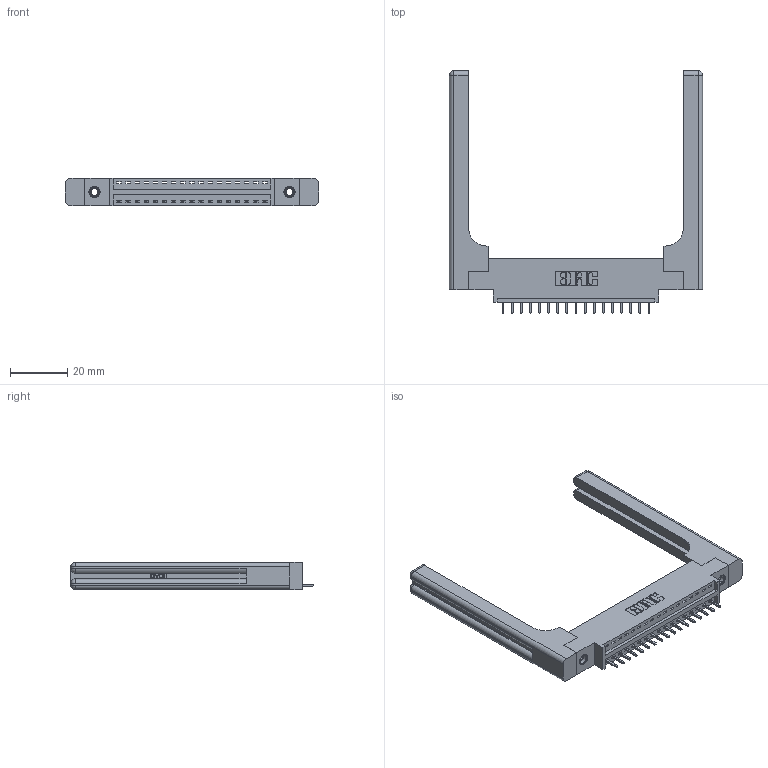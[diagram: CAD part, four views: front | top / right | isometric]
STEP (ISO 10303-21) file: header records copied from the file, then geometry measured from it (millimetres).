
FILE_DESCRIPTION (( 'STEP AP203' ), '1' );
FILE_NAME ('396-017-521-658.STEP', '2019-10-26T18:49:57', ( '' ), ( '' ), 'SwSTEP 2.0', 'SolidWorks 2016', '' );
FILE_SCHEMA (( 'CONFIG_CONTROL_DESIGN' ));
Length unit declared in the file: inch
Products named in the file (5): 345-250-001_345-250-001-102; 396-017-521-658; 345-292-001_345-293-121; 346 Part_0.170 Offset - 0.156 Dia-TH; 346-220-058_345-220-058
Assembly tree (22 placements, depth 2):
  396-017-521-658
    346 Part_0.170 Offset - 0.156 Dia-TH
    345-292-001_345-293-121  x17
    345-250-001_345-250-001-102  x2
    346-220-058_345-220-058  x2
Bounding box: 88.04 x 84.33 x 9.4 mm (x, y, z)
Volume: 15570.2 mm3; surface area: 14931.4 mm2
Topology: 22 solids, 22 shells, 1368 faces, 3999 edges, 2622 vertices
Faces by surface type: plane 908, cylinder 400, bspline 36, cone 12, sphere 8, torus 4
Entity records: 19248 total; most frequent: CARTESIAN_POINT 4288, ORIENTED_EDGE 3036, DIRECTION 2744, EDGE_CURVE 1518, VECTOR 1226, LINE 1226, VERTEX_POINT 1002, AXIS2_PLACEMENT_3D 759
